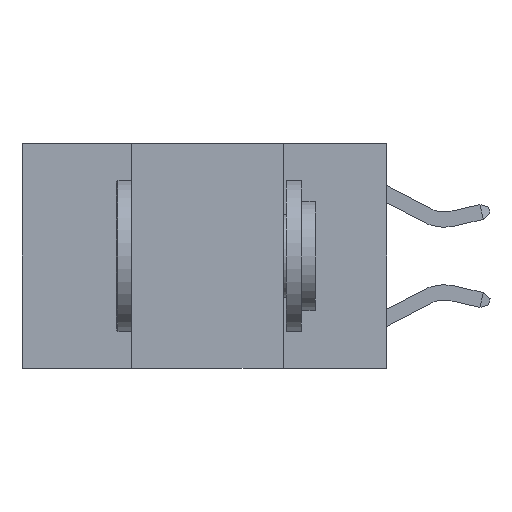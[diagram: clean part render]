
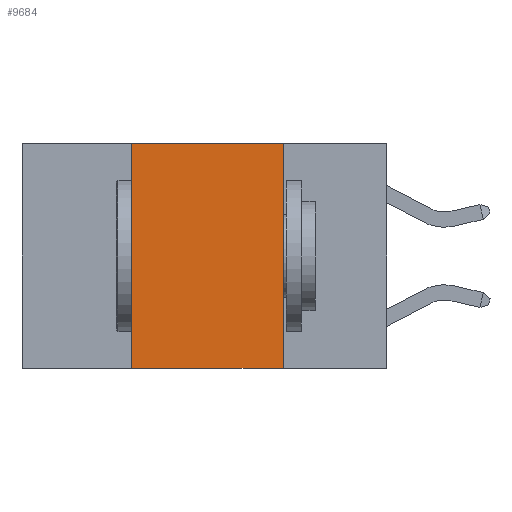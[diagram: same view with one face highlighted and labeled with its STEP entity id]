
A CAD part, left-side view. The second image highlights one B-rep face of the part: STEP entity #9684.
In plain terms, the highlighted planar face has unit normal (-1, 0, 0).
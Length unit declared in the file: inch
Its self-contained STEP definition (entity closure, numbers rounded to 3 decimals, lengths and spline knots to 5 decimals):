
#14 = DIRECTION ( 'NONE',  ( 0., 0., -1. ) ) ;
#817 = VECTOR ( 'NONE', #1842, 39.37008 ) ;
#1842 = DIRECTION ( 'NONE',  ( 0., -1., 0. ) ) ;
#2721 = EDGE_CURVE ( 'NONE', #13655, #5793, #19957, .T. ) ;
#4376 = VECTOR ( 'NONE', #5618, 39.37008 ) ;
#4593 = FACE_OUTER_BOUND ( 'NONE', #25144, .T. ) ;
#5618 = DIRECTION ( 'NONE',  ( 0., 0., 1. ) ) ;
#5624 = CARTESIAN_POINT ( 'NONE',  ( 0., 0.42, -0.37 ) ) ;
#5793 = VERTEX_POINT ( 'NONE', #7358 ) ;
#5819 = ORIENTED_EDGE ( 'NONE', *, *, #15481, .F. ) ;
#6843 = AXIS2_PLACEMENT_3D ( 'NONE', #7261, #27048, #13910 ) ;
#7261 = CARTESIAN_POINT ( 'NONE',  ( 0., 0.6, 0. ) ) ;
#7352 = LINE ( 'NONE', #12825, #817 ) ;
#7358 = CARTESIAN_POINT ( 'NONE',  ( 0., 0.17, -0.37 ) ) ;
#8537 = ORIENTED_EDGE ( 'NONE', *, *, #19628, .T. ) ;
#9684 = ADVANCED_FACE ( 'NONE', ( #4593 ), #24883, .F. ) ;
#12197 = VERTEX_POINT ( 'NONE', #18909 ) ;
#12241 = LINE ( 'NONE', #19969, #17810 ) ;
#12825 = CARTESIAN_POINT ( 'NONE',  ( 0., 0.6, -0.37 ) ) ;
#13655 = VERTEX_POINT ( 'NONE', #14239 ) ;
#13910 = DIRECTION ( 'NONE',  ( 0., 0., -1. ) ) ;
#14065 = VECTOR ( 'NONE', #14, 39.37008 ) ;
#14239 = CARTESIAN_POINT ( 'NONE',  ( 0., 0.17, 0. ) ) ;
#14499 = CARTESIAN_POINT ( 'NONE',  ( 0., 0.42, 0. ) ) ;
#15481 = EDGE_CURVE ( 'NONE', #12197, #13655, #12241, .T. ) ;
#16135 = LINE ( 'NONE', #14499, #4376 ) ;
#17810 = VECTOR ( 'NONE', #22165, 39.37008 ) ;
#18909 = CARTESIAN_POINT ( 'NONE',  ( 0., 0.42, 0. ) ) ;
#19628 = EDGE_CURVE ( 'NONE', #22666, #5793, #7352, .T. ) ;
#19779 = CARTESIAN_POINT ( 'NONE',  ( 0., 0.17, 0. ) ) ;
#19957 = LINE ( 'NONE', #19779, #14065 ) ;
#19969 = CARTESIAN_POINT ( 'NONE',  ( 0., 0.6, 0. ) ) ;
#22165 = DIRECTION ( 'NONE',  ( 0., -1., 0. ) ) ;
#22663 = ORIENTED_EDGE ( 'NONE', *, *, #28384, .F. ) ;
#22666 = VERTEX_POINT ( 'NONE', #5624 ) ;
#24883 = PLANE ( 'NONE',  #6843 ) ;
#25144 = EDGE_LOOP ( 'NONE', ( #25391, #5819, #22663, #8537 ) ) ;
#25391 = ORIENTED_EDGE ( 'NONE', *, *, #2721, .F. ) ;
#27048 = DIRECTION ( 'NONE',  ( 1., 0., 0. ) ) ;
#28384 = EDGE_CURVE ( 'NONE', #22666, #12197, #16135, .T. ) ;
